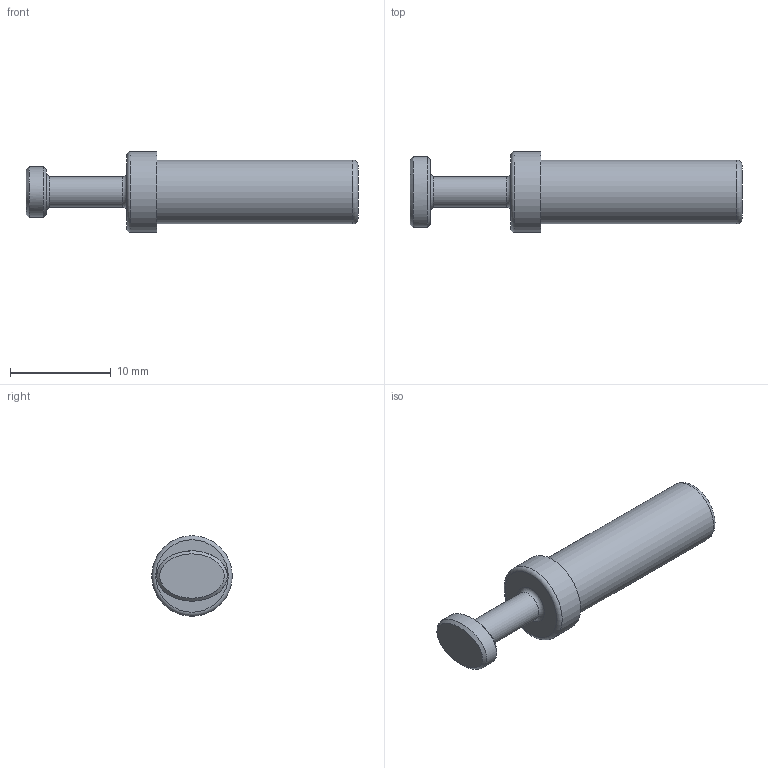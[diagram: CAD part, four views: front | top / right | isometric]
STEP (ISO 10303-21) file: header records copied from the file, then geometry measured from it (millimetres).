
FILE_DESCRIPTION((''),'2;1');
FILE_NAME('PP 1_4.stp','2016-10-17T14:52:44',('Administrator'),(''),'Autodesk Inventor 2013','Autodesk Inventor 2013','');
FILE_SCHEMA(('CONFIG_CONTROL_DESIGN'));
Length unit declared in the file: millimetre
Products named in the file (1): PP 1_4
Bounding box: 33 x 8 x 8 mm (x, y, z)
Volume: 893 mm3; surface area: 710.3 mm2
Topology: 1 solids, 1 shells, 15 faces, 24 edges, 14 vertices
Faces by surface type: plane 5, bspline 3, torus 3, cylinder 3, cone 1
Full cylindrical faces by diameter (mm): 3 x1, 6.35 x1, 8 x1
Entity records: 499 total; most frequent: CARTESIAN_POINT 237, DIRECTION 48, ORIENTED_EDGE 32, EDGE_LOOP 26, AXIS2_PLACEMENT_3D 23, EDGE_CURVE 16, FACE_OUTER_BOUND 15, ADVANCED_FACE 15
